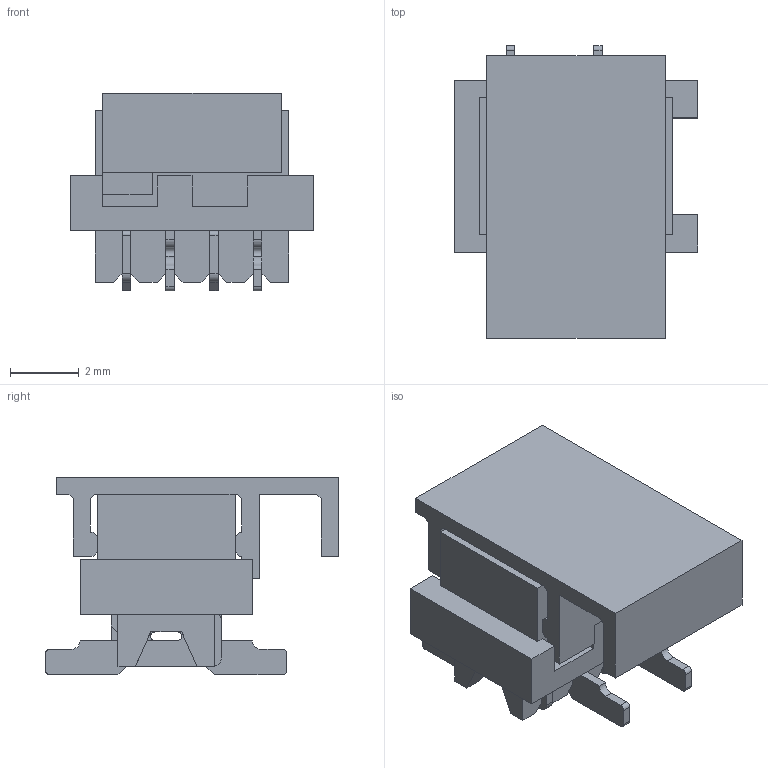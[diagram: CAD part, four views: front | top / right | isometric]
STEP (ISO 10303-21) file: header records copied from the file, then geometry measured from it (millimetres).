
FILE_DESCRIPTION( ( 'Unknown' ), '1' );
FILE_NAME( '690367280476.stp', 'Unknown', ( 'Unknown' ), ( 'Unknown' ), 'PSStep 15.0.49', 'Unknown', ' ' );
FILE_SCHEMA( ( 'AUTOMOTIVE_DESIGN { 1 0 10303 214 1 1 1 1 }' ) );
Length unit declared in the file: millimetre
Products named in the file (4): Assem1; Gehäuse; Pick Pad; Pin
Assembly tree (6 placements, depth 2):
  Assem1
    Gehäuse
    Pick Pad
    Pin  x4
Bounding box: 7.08 x 8.5 x 5.75 mm (x, y, z)
Volume: 143.3 mm3; surface area: 574.4 mm2
Topology: 6 solids, 6 shells, 361 faces, 1057 edges, 704 vertices
Faces by surface type: plane 289, cylinder 72
Entity records: 9614 total; most frequent: CARTESIAN_POINT 1385, ORIENTED_EDGE 1376, DIRECTION 1202, EDGE_CURVE 688, LINE 652, VECTOR 652, VERTEX_POINT 458, AXIS2_PLACEMENT_3D 275
